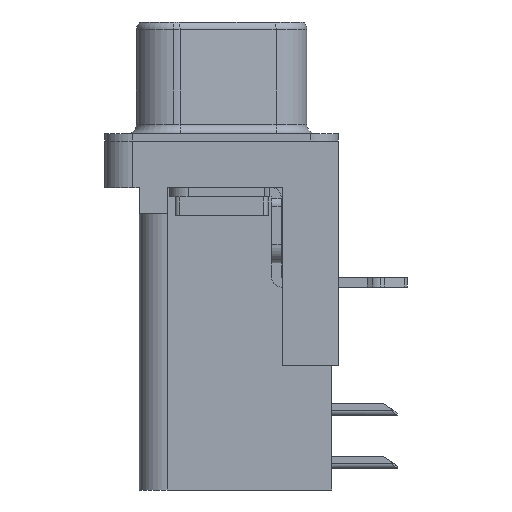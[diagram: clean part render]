
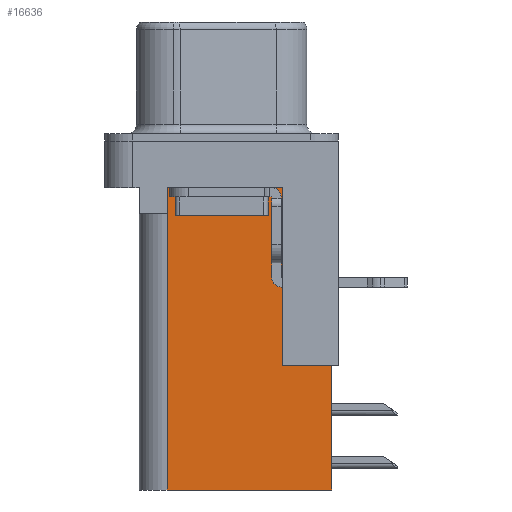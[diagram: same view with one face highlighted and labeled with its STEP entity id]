
A CAD part, left-side view. The second image highlights one B-rep face of the part: STEP entity #16636.
In plain terms, the highlighted planar face has unit normal (-1, 0, 0).
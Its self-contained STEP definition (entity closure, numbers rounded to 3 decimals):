
#680 = CARTESIAN_POINT ( 'NONE',  ( 3.79, 2.895, -3.9 ) ) ;
#777 = VECTOR ( 'NONE', #925, 1000. ) ;
#925 = DIRECTION ( 'NONE',  ( 0., 1., 0. ) ) ;
#1441 = EDGE_CURVE ( 'NONE', #4238, #14102, #1588, .T. ) ;
#1476 = EDGE_CURVE ( 'NONE', #14102, #3466, #14470, .T. ) ;
#1539 = VERTEX_POINT ( 'NONE', #16593 ) ;
#1588 = LINE ( 'NONE', #3944, #14875 ) ;
#2294 = CARTESIAN_POINT ( 'NONE',  ( 3.79, -3.295, -12.05 ) ) ;
#2392 = CARTESIAN_POINT ( 'NONE',  ( 3.79, -3.295, -18.76 ) ) ;
#2633 = LINE ( 'NONE', #15633, #9568 ) ;
#2763 = LINE ( 'NONE', #680, #5847 ) ;
#2862 = ORIENTED_EDGE ( 'NONE', *, *, #8339, .T. ) ;
#3435 = CARTESIAN_POINT ( 'NONE',  ( 3.79, 2.925, -18.76 ) ) ;
#3466 = VERTEX_POINT ( 'NONE', #13331 ) ;
#3712 = DIRECTION ( 'NONE',  ( 0., 1., 0. ) ) ;
#3944 = CARTESIAN_POINT ( 'NONE',  ( 3.79, -3.295, -18.76 ) ) ;
#4010 = DIRECTION ( 'NONE',  ( 0., 1., 0. ) ) ;
#4238 = VERTEX_POINT ( 'NONE', #2294 ) ;
#4535 = CARTESIAN_POINT ( 'NONE',  ( 3.79, 2.925, -3.9 ) ) ;
#4570 = EDGE_CURVE ( 'NONE', #15115, #1539, #2633, .T. ) ;
#5120 = LINE ( 'NONE', #3435, #9398 ) ;
#5443 = EDGE_CURVE ( 'NONE', #12592, #15115, #10755, .T. ) ;
#5565 = EDGE_CURVE ( 'NONE', #6206, #16420, #6087, .T. ) ;
#5640 = ORIENTED_EDGE ( 'NONE', *, *, #1441, .T. ) ;
#5847 = VECTOR ( 'NONE', #8438, 1000. ) ;
#5931 = CARTESIAN_POINT ( 'NONE',  ( 3.79, 2.895, -3.9 ) ) ;
#6087 = LINE ( 'NONE', #9002, #15967 ) ;
#6206 = VERTEX_POINT ( 'NONE', #5931 ) ;
#6530 = ORIENTED_EDGE ( 'NONE', *, *, #1476, .T. ) ;
#7327 = VECTOR ( 'NONE', #8800, 1000. ) ;
#7643 = ORIENTED_EDGE ( 'NONE', *, *, #5443, .F. ) ;
#8075 = EDGE_CURVE ( 'NONE', #12592, #4238, #9506, .T. ) ;
#8339 = EDGE_CURVE ( 'NONE', #3466, #6206, #2763, .T. ) ;
#8438 = DIRECTION ( 'NONE',  ( 0., 0., -1. ) ) ;
#8637 = ORIENTED_EDGE ( 'NONE', *, *, #8075, .T. ) ;
#8800 = DIRECTION ( 'NONE',  ( 0., 0., -1. ) ) ;
#8896 = PLANE ( 'NONE',  #12061 ) ;
#9002 = CARTESIAN_POINT ( 'NONE',  ( 3.79, 0., -3.9 ) ) ;
#9300 = FACE_OUTER_BOUND ( 'NONE', #13876, .T. ) ;
#9398 = VECTOR ( 'NONE', #12512, 1000. ) ;
#9506 = LINE ( 'NONE', #15605, #15925 ) ;
#9568 = VECTOR ( 'NONE', #4010, 1000. ) ;
#10304 = DIRECTION ( 'NONE',  ( 0., 1., 0. ) ) ;
#10755 = LINE ( 'NONE', #12613, #7327 ) ;
#11491 = DIRECTION ( 'NONE',  ( 1., 0., 0. ) ) ;
#11822 = DIRECTION ( 'NONE',  ( 0., 1., 0. ) ) ;
#12061 = AXIS2_PLACEMENT_3D ( 'NONE', #2392, #11491, #3712 ) ;
#12512 = DIRECTION ( 'NONE',  ( 0., 0., 1. ) ) ;
#12592 = VERTEX_POINT ( 'NONE', #15866 ) ;
#12613 = CARTESIAN_POINT ( 'NONE',  ( 3.79, -5.925, -2. ) ) ;
#12777 = EDGE_CURVE ( 'NONE', #1539, #16420, #5120, .T. ) ;
#13331 = CARTESIAN_POINT ( 'NONE',  ( 3.79, 2.895, -2.5 ) ) ;
#13658 = CARTESIAN_POINT ( 'NONE',  ( 3.79, -3.295, -2.5 ) ) ;
#13876 = EDGE_LOOP ( 'NONE', ( #6530, #2862, #14660, #15855, #16267, #7643, #8637, #5640 ) ) ;
#14102 = VERTEX_POINT ( 'NONE', #13658 ) ;
#14470 = LINE ( 'NONE', #15851, #777 ) ;
#14660 = ORIENTED_EDGE ( 'NONE', *, *, #5565, .T. ) ;
#14875 = VECTOR ( 'NONE', #15255, 1000. ) ;
#15115 = VERTEX_POINT ( 'NONE', #15954 ) ;
#15255 = DIRECTION ( 'NONE',  ( 0., 0., 1. ) ) ;
#15605 = CARTESIAN_POINT ( 'NONE',  ( 3.79, -6.295, -12.05 ) ) ;
#15633 = CARTESIAN_POINT ( 'NONE',  ( 3.79, -3.295, -18.76 ) ) ;
#15851 = CARTESIAN_POINT ( 'NONE',  ( 3.79, -3.295, -2.5 ) ) ;
#15855 = ORIENTED_EDGE ( 'NONE', *, *, #12777, .F. ) ;
#15866 = CARTESIAN_POINT ( 'NONE',  ( 3.79, -5.925, -12.05 ) ) ;
#15925 = VECTOR ( 'NONE', #11822, 1000. ) ;
#15954 = CARTESIAN_POINT ( 'NONE',  ( 3.79, -5.925, -18.76 ) ) ;
#15967 = VECTOR ( 'NONE', #10304, 1000. ) ;
#16267 = ORIENTED_EDGE ( 'NONE', *, *, #4570, .F. ) ;
#16420 = VERTEX_POINT ( 'NONE', #4535 ) ;
#16593 = CARTESIAN_POINT ( 'NONE',  ( 3.79, 2.925, -18.76 ) ) ;
#16636 = ADVANCED_FACE ( 'NONE', ( #9300 ), #8896, .F. ) ;
